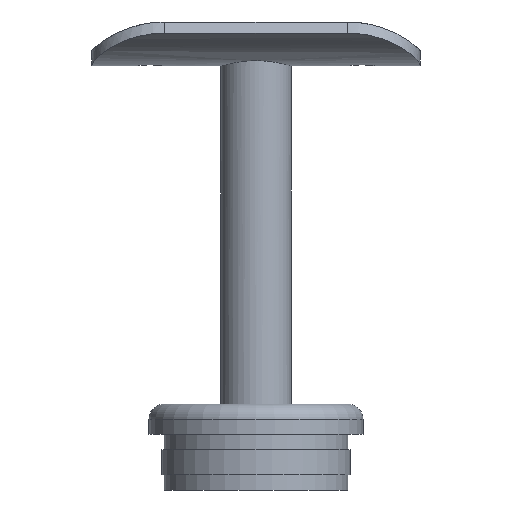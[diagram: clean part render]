
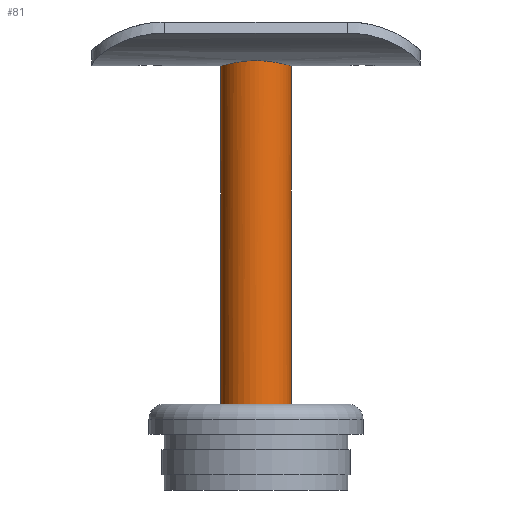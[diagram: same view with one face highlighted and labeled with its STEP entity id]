
A CAD part, front view. The second image highlights one B-rep face of the part: STEP entity #81.
In plain terms, the highlighted cylindrical face has radius 7 mm (diameter 14 mm), a full revolution.
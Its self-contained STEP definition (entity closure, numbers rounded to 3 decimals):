
#81=ADVANCED_FACE('',(#131,#132),#111,.T.);
#111=CYLINDRICAL_SURFACE('',#607,7.);
#131=FACE_BOUND('',#169,.T.);
#132=FACE_BOUND('',#170,.T.);
#169=EDGE_LOOP('',(#241));
#170=EDGE_LOOP('',(#242));
#241=ORIENTED_EDGE('',*,*,#393,.F.);
#242=ORIENTED_EDGE('',*,*,#400,.F.);
#346=VERTEX_POINT('',#1350);
#351=VERTEX_POINT('',#1463);
#393=EDGE_CURVE('',#346,#346,#442,.T.);
#400=EDGE_CURVE('',#351,#351,#452,.T.);
#442=B_SPLINE_CURVE_WITH_KNOTS('',3,(#1266,#1267,#1268,#1269,#1270,#1271,
#1272,#1273,#1274,#1275,#1276,#1277,#1278,#1279,#1280,#1281,#1282,#1283,
#1284,#1285,#1286,#1287,#1288,#1289,#1290,#1291,#1292,#1293,#1294,#1295,
#1296,#1297,#1298,#1299,#1300,#1301,#1302,#1303,#1304,#1305,#1306,#1307,
#1308,#1309,#1310,#1311,#1312,#1313,#1314,#1315,#1316,#1317,#1318,#1319,
#1320,#1321,#1322,#1323,#1324,#1325,#1326,#1327,#1328,#1329,#1330,#1331,
#1332,#1333,#1334,#1335,#1336,#1337,#1338,#1339,#1340,#1341,#1342,#1343,
#1344,#1345,#1346,#1347,#1348,#1349),.UNSPECIFIED.,.T.,.F.,(2,2,2,2,2,2,
2,2,2,2,2,2,2,2,2,2,2,2,2,2,2,2,2,2,2,2,2,2,2,2,2,2,2,2,2,2,2,2,2,2,2,2,
2,2),(-0.031,0.,0.031,0.047,0.062,
0.094,0.109,0.125,0.156,0.187,
0.203,0.219,0.25,0.281,
0.312,0.328,0.344,0.359,
0.375,0.406,0.437,0.469,
0.484,0.5,0.531,0.562,
0.594,0.625,0.641,0.656,0.688,0.719,0.734,
0.75,0.781,0.813,0.844,0.875,0.891,0.906,0.938,0.969,1.,1.031),
 .UNSPECIFIED.);
#452=CIRCLE('',#606,7.);
#606=AXIS2_PLACEMENT_3D('',#1462,#682,#683);
#607=AXIS2_PLACEMENT_3D('',#1464,#684,#685);
#682=DIRECTION('',(0.,0.,-1.));
#683=DIRECTION('',(1.,0.,0.));
#684=DIRECTION('',(0.,0.,1.));
#685=DIRECTION('',(1.,0.,0.));
#1266=CARTESIAN_POINT('',(7.,-0.465,73.));
#1267=CARTESIAN_POINT('',(7.,0.465,73.));
#1268=CARTESIAN_POINT('',(6.954,0.922,73.013));
#1269=CARTESIAN_POINT('',(6.82,1.596,73.052));
#1270=CARTESIAN_POINT('',(6.764,1.818,73.067));
#1271=CARTESIAN_POINT('',(6.629,2.259,73.105));
#1272=CARTESIAN_POINT('',(6.551,2.478,73.126));
#1273=CARTESIAN_POINT('',(6.287,3.113,73.197));
#1274=CARTESIAN_POINT('',(6.071,3.514,73.253));
#1275=CARTESIAN_POINT('',(5.69,4.083,73.346));
#1276=CARTESIAN_POINT('',(5.553,4.268,73.379));
#1277=CARTESIAN_POINT('',(5.262,4.622,73.445));
#1278=CARTESIAN_POINT('',(5.109,4.791,73.478));
#1279=CARTESIAN_POINT('',(4.627,5.272,73.579));
#1280=CARTESIAN_POINT('',(4.277,5.561,73.646));
#1281=CARTESIAN_POINT('',(3.512,6.072,73.773));
#1282=CARTESIAN_POINT('',(3.109,6.288,73.831));
#1283=CARTESIAN_POINT('',(2.478,6.551,73.903));
#1284=CARTESIAN_POINT('',(2.263,6.628,73.925));
#1285=CARTESIAN_POINT('',(1.824,6.762,73.964));
#1286=CARTESIAN_POINT('',(1.598,6.819,73.981));
#1287=CARTESIAN_POINT('',(0.92,6.955,74.021));
#1288=CARTESIAN_POINT('',(0.464,7.,74.034));
#1289=CARTESIAN_POINT('',(-0.455,7.,74.035));
#1290=CARTESIAN_POINT('',(-0.921,6.954,74.021));
#1291=CARTESIAN_POINT('',(-1.821,6.775,73.967));
#1292=CARTESIAN_POINT('',(-2.259,6.642,73.928));
#1293=CARTESIAN_POINT('',(-2.897,6.377,73.855));
#1294=CARTESIAN_POINT('',(-3.106,6.278,73.828));
#1295=CARTESIAN_POINT('',(-3.509,6.062,73.771));
#1296=CARTESIAN_POINT('',(-3.704,5.944,73.741));
#1297=CARTESIAN_POINT('',(-4.081,5.692,73.678));
#1298=CARTESIAN_POINT('',(-4.264,5.556,73.646));
#1299=CARTESIAN_POINT('',(-4.617,5.266,73.58));
#1300=CARTESIAN_POINT('',(-4.788,5.111,73.545));
#1301=CARTESIAN_POINT('',(-5.273,4.627,73.444));
#1302=CARTESIAN_POINT('',(-5.561,4.276,73.378));
#1303=CARTESIAN_POINT('',(-6.068,3.52,73.254));
#1304=CARTESIAN_POINT('',(-6.288,3.11,73.197));
#1305=CARTESIAN_POINT('',(-6.639,2.266,73.103));
#1306=CARTESIAN_POINT('',(-6.772,1.829,73.065));
#1307=CARTESIAN_POINT('',(-6.908,1.152,73.026));
#1308=CARTESIAN_POINT('',(-6.943,0.921,73.016));
#1309=CARTESIAN_POINT('',(-6.989,0.462,73.003));
#1310=CARTESIAN_POINT('',(-7.,0.232,73.));
#1311=CARTESIAN_POINT('',(-7.,-0.455,73.));
#1312=CARTESIAN_POINT('',(-6.955,-0.914,73.013));
#1313=CARTESIAN_POINT('',(-6.774,-1.824,73.065));
#1314=CARTESIAN_POINT('',(-6.64,-2.261,73.102));
#1315=CARTESIAN_POINT('',(-6.29,-3.105,73.196));
#1316=CARTESIAN_POINT('',(-6.071,-3.515,73.254));
#1317=CARTESIAN_POINT('',(-5.563,-4.273,73.377));
#1318=CARTESIAN_POINT('',(-5.275,-4.624,73.444));
#1319=CARTESIAN_POINT('',(-4.791,-5.109,73.545));
#1320=CARTESIAN_POINT('',(-4.62,-5.264,73.579));
#1321=CARTESIAN_POINT('',(-4.267,-5.554,73.645));
#1322=CARTESIAN_POINT('',(-4.084,-5.69,73.678));
#1323=CARTESIAN_POINT('',(-3.518,-6.069,73.772));
#1324=CARTESIAN_POINT('',(-3.117,-6.285,73.83));
#1325=CARTESIAN_POINT('',(-2.263,-6.64,73.928));
#1326=CARTESIAN_POINT('',(-1.825,-6.773,73.967));
#1327=CARTESIAN_POINT('',(-1.153,-6.908,74.007));
#1328=CARTESIAN_POINT('',(-0.926,-6.942,74.017));
#1329=CARTESIAN_POINT('',(-0.466,-6.988,74.031));
#1330=CARTESIAN_POINT('',(-0.233,-7.,74.034));
#1331=CARTESIAN_POINT('',(0.459,-7.,74.035));
#1332=CARTESIAN_POINT('',(0.915,-6.955,74.021));
#1333=CARTESIAN_POINT('',(1.817,-6.776,73.968));
#1334=CARTESIAN_POINT('',(2.263,-6.64,73.928));
#1335=CARTESIAN_POINT('',(3.107,-6.289,73.831));
#1336=CARTESIAN_POINT('',(3.509,-6.074,73.773));
#1337=CARTESIAN_POINT('',(4.274,-5.563,73.647));
#1338=CARTESIAN_POINT('',(4.626,-5.273,73.579));
#1339=CARTESIAN_POINT('',(5.108,-4.792,73.479));
#1340=CARTESIAN_POINT('',(5.261,-4.624,73.445));
#1341=CARTESIAN_POINT('',(5.551,-4.271,73.379));
#1342=CARTESIAN_POINT('',(5.689,-4.085,73.347));
#1343=CARTESIAN_POINT('',(6.071,-3.515,73.254));
#1344=CARTESIAN_POINT('',(6.286,-3.115,73.198));
#1345=CARTESIAN_POINT('',(6.637,-2.271,73.103));
#1346=CARTESIAN_POINT('',(6.774,-1.824,73.065));
#1347=CARTESIAN_POINT('',(6.954,-0.923,73.013));
#1348=CARTESIAN_POINT('',(7.,-0.465,73.));
#1349=CARTESIAN_POINT('',(7.,0.465,73.));
#1350=CARTESIAN_POINT('',(7.,0.,73.));
#1462=CARTESIAN_POINT('',(0.,0.,6.));
#1463=CARTESIAN_POINT('',(7.,0.,6.));
#1464=CARTESIAN_POINT('',(0.,0.,0.));
